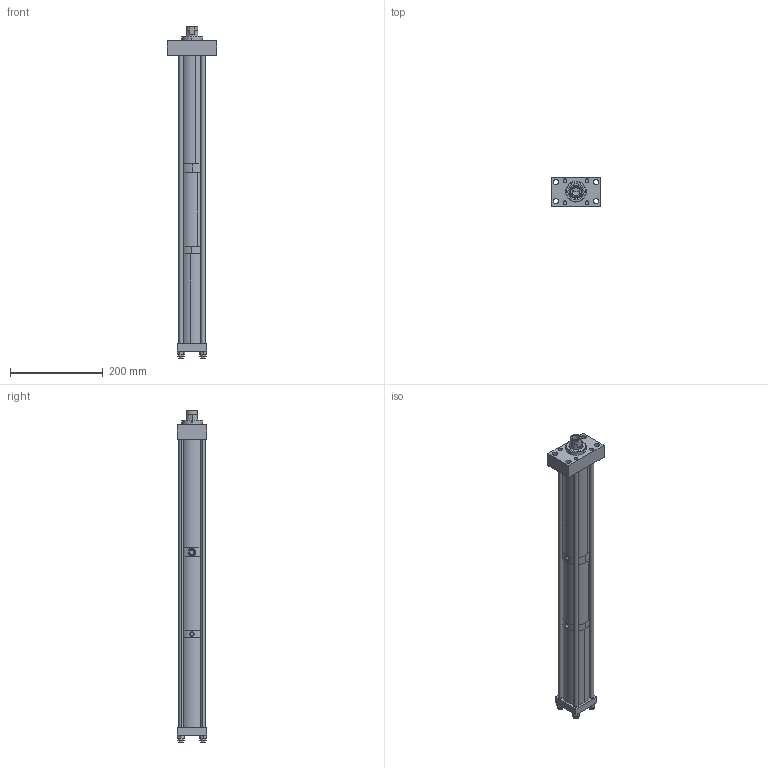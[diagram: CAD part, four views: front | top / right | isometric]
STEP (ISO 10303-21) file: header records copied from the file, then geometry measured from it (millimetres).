
FILE_DESCRIPTION (( 'STEP AP203' ), '1' );
FILE_NAME ('HPI-1-2.00-.75-FH-2020.STEP', '2020-04-14T19:03:20', ( '' ), ( '' ), 'SwSTEP 2.0', 'SolidWorks 2018', '' );
FILE_SCHEMA (( 'CONFIG_CONTROL_DESIGN' ));
Length unit declared in the file: inch
Products named in the file (13): E0113.STEP; HPI-1-2.00-.75-FH-2020; HPI-1-2.00-.75-FH.STEP; E0164.STEP; EI0114_.75.STEP; E0118_2.0-.75.STEP; E0104.STEP; G0110.STEP; EI0105_2.0-.75.STEP; E0101.STEP; E0111_2.0.STEP; F0103.STEP; NLN .375.STEP
Assembly tree (18 placements, depth 3):
  HPI-1-2.00-.75-FH-2020
    HPI-1-2.00-.75-FH.STEP
      E0104.STEP
      E0101.STEP
      F0103.STEP
      G0110.STEP
      E0111_2.0.STEP
      E0113.STEP
      E0164.STEP
      NLN .375.STEP  x4
      EI0105_2.0-.75.STEP
      EI0114_.75.STEP
      E0118_2.0-.75.STEP  x4
Bounding box: 107.9 x 63.5 x 716.81 mm (x, y, z)
Volume: 983760.8 mm3; surface area: 395555 mm2
Topology: 17 solids, 17 shells, 294 faces, 643 edges, 416 vertices
Faces by surface type: cylinder 152, plane 112, cone 30
Entity records: 8609 total; most frequent: CARTESIAN_POINT 1559, DIRECTION 1270, ORIENTED_EDGE 1030, AXIS2_PLACEMENT_3D 529, EDGE_CURVE 515, VERTEX_POINT 332, EDGE_LOOP 305, CIRCLE 273
